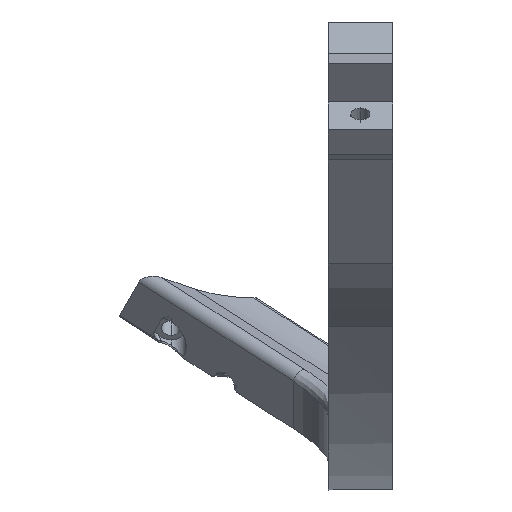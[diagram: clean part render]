
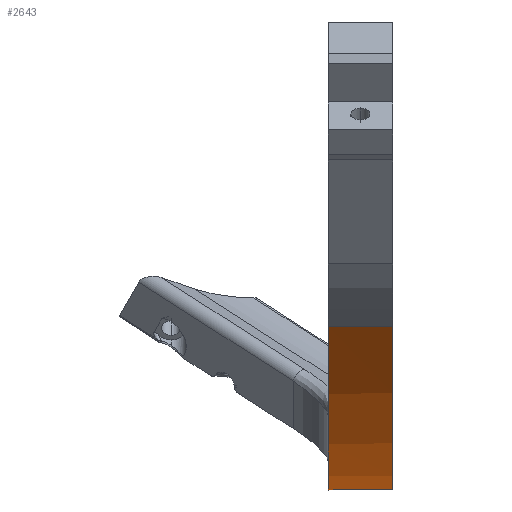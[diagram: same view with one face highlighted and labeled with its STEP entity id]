
A CAD part, top view. The second image highlights one B-rep face of the part: STEP entity #2643.
In plain terms, the highlighted cylindrical face has radius 241.476 mm (diameter 482.953 mm), a partial arc.
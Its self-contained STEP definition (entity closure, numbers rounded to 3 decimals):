
#11 = VECTOR ( 'NONE', #2305, 1000. ) ;
#90 = CARTESIAN_POINT ( 'NONE',  ( 0., 12.741, -2.226 ) ) ;
#153 = CARTESIAN_POINT ( 'NONE',  ( 0., 241.476, 75.176 ) ) ;
#161 = EDGE_CURVE ( 'NONE', #1214, #2581, #2163, .T. ) ;
#205 = VERTEX_POINT ( 'NONE', #2385 ) ;
#323 = EDGE_LOOP ( 'NONE', ( #1130, #1965, #1362, #2604, #2827 ) ) ;
#461 = CARTESIAN_POINT ( 'NONE',  ( 0., 241.476, 75.176 ) ) ;
#722 = AXIS2_PLACEMENT_3D ( 'NONE', #2531, #2306, #1811 ) ;
#826 = CIRCLE ( 'NONE', #2522, 241.476 ) ;
#878 = CARTESIAN_POINT ( 'NONE',  ( 12., 12.741, -2.226 ) ) ;
#941 = DIRECTION ( 'NONE',  ( -1., 0., 0. ) ) ;
#1047 = VERTEX_POINT ( 'NONE', #90 ) ;
#1130 = ORIENTED_EDGE ( 'NONE', *, *, #1875, .F. ) ;
#1144 = CYLINDRICAL_SURFACE ( 'NONE', #722, 241.476 ) ;
#1198 = EDGE_CURVE ( 'NONE', #205, #1047, #1586, .T. ) ;
#1203 = AXIS2_PLACEMENT_3D ( 'NONE', #461, #941, #1384 ) ;
#1214 = VERTEX_POINT ( 'NONE', #1598 ) ;
#1362 = ORIENTED_EDGE ( 'NONE', *, *, #2244, .T. ) ;
#1384 = DIRECTION ( 'NONE',  ( 0., 0., 1. ) ) ;
#1586 = LINE ( 'NONE', #878, #11 ) ;
#1598 = CARTESIAN_POINT ( 'NONE',  ( 12., 30.374, 192.421 ) ) ;
#1667 = DIRECTION ( 'NONE',  ( -1., 0., 0. ) ) ;
#1746 = CARTESIAN_POINT ( 'NONE',  ( 0., 30.374, 192.421 ) ) ;
#1811 = DIRECTION ( 'NONE',  ( 0., 0., 1. ) ) ;
#1875 = EDGE_CURVE ( 'NONE', #1214, #205, #2133, .T. ) ;
#1925 = CARTESIAN_POINT ( 'NONE',  ( 12., 30.374, 192.421 ) ) ;
#1965 = ORIENTED_EDGE ( 'NONE', *, *, #161, .T. ) ;
#1999 = EDGE_CURVE ( 'NONE', #1047, #2881, #2127, .T. ) ;
#2016 = DIRECTION ( 'NONE',  ( 1., 0., 0. ) ) ;
#2127 = CIRCLE ( 'NONE', #1203, 241.476 ) ;
#2133 = CIRCLE ( 'NONE', #2895, 241.476 ) ;
#2163 = LINE ( 'NONE', #1925, #2648 ) ;
#2191 = CARTESIAN_POINT ( 'NONE',  ( 12., 241.476, 75.176 ) ) ;
#2244 = EDGE_CURVE ( 'NONE', #2581, #2881, #826, .T. ) ;
#2254 = DIRECTION ( 'NONE',  ( 0., 0., 1. ) ) ;
#2305 = DIRECTION ( 'NONE',  ( -1., 0., 0. ) ) ;
#2306 = DIRECTION ( 'NONE',  ( -1., 0., 0. ) ) ;
#2385 = CARTESIAN_POINT ( 'NONE',  ( 12., 12.741, -2.226 ) ) ;
#2421 = CARTESIAN_POINT ( 'NONE',  ( 0., 5.439, 24.213 ) ) ;
#2522 = AXIS2_PLACEMENT_3D ( 'NONE', #153, #2016, #2254 ) ;
#2531 = CARTESIAN_POINT ( 'NONE',  ( 12., 241.476, 75.176 ) ) ;
#2581 = VERTEX_POINT ( 'NONE', #1746 ) ;
#2604 = ORIENTED_EDGE ( 'NONE', *, *, #1999, .F. ) ;
#2643 = ADVANCED_FACE ( 'NONE', ( #2976 ), #1144, .T. ) ;
#2646 = DIRECTION ( 'NONE',  ( 1., 0., 0. ) ) ;
#2648 = VECTOR ( 'NONE', #1667, 1000. ) ;
#2666 = DIRECTION ( 'NONE',  ( 0., 0., 1. ) ) ;
#2827 = ORIENTED_EDGE ( 'NONE', *, *, #1198, .F. ) ;
#2881 = VERTEX_POINT ( 'NONE', #2421 ) ;
#2895 = AXIS2_PLACEMENT_3D ( 'NONE', #2191, #2646, #2666 ) ;
#2976 = FACE_OUTER_BOUND ( 'NONE', #323, .T. ) ;
